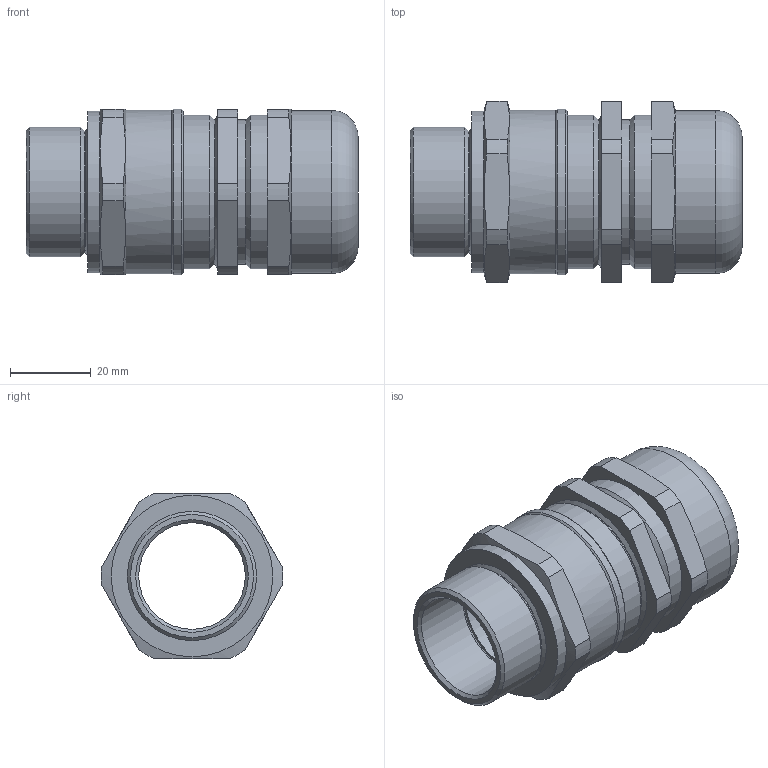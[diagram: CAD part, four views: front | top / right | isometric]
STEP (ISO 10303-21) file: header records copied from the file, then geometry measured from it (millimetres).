
FILE_DESCRIPTION (( 'STEP AP203' ), '1' );
FILE_NAME ('32SS2K1RA.STEP', '2017-09-20T14:26:06', ( '' ), ( '' ), 'SwSTEP 2.0', 'SolidWorks 2017', '' );
FILE_SCHEMA (( 'CONFIG_CONTROL_DESIGN' ));
Length unit declared in the file: millimetre
Products named in the file (1): 32SS2K1RA
Bounding box: 82.26 x 45.08 x 41 mm (x, y, z)
Surface area: 19921 mm2 (no closed solid volume)
Topology: 0 solids, 14 shells, 108 faces, 466 edges, 375 vertices
Faces by surface type: plane 47, cylinder 33, cone 16, bspline 11, torus 1
Full cylindrical faces by diameter (mm): 26.4 x2, 26.5 x1, 26.7 x1, 26.8 x1, 29.971 x1, 32 x1, 35.718 x1, 35.75 x1, 38 x2, 40 x1, 40.4 x1, 40.55 x1, 41 x1
Entity records: 7170 total; most frequent: CARTESIAN_POINT 3785, ORIENTED_EDGE 595, DIRECTION 547, EDGE_CURVE 429, VERTEX_POINT 370, LINE 187, VECTOR 187, AXIS2_PLACEMENT_3D 180
